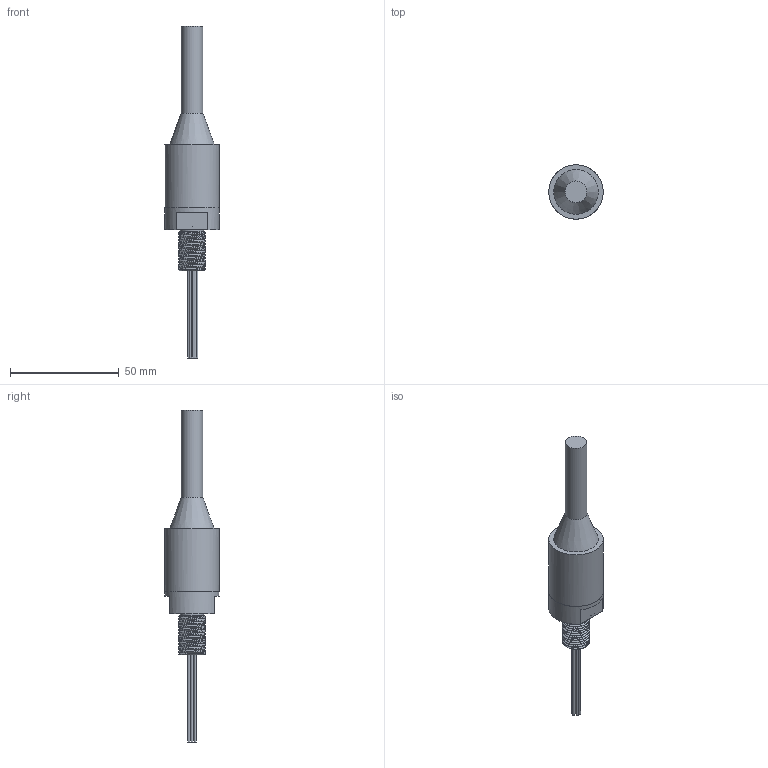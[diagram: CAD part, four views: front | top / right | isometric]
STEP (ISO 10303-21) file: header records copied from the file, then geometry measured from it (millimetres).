
FILE_DESCRIPTION(/* description */ (''),/* implementation_level */ '2;1');
FILE_NAME(/* name */ 'PNAST 1-2.stp',/* time_stamp */ '2014-11-28T11:39:05+01:00',/* author */ ('sh'),/* organization */ (''),/* preprocessor_version */ 'ST-DEVELOPER v15.2',/* originating_system */ 'Autodesk Inventor 2014',/* authorisation */ '');
FILE_SCHEMA (('AUTOMOTIVE_DESIGN { 1 0 10303 214 3 1 1 }'));
Length unit declared in the file: millimetre
Products named in the file (1): PNAST 1-2
Bounding box: 25.01 x 25.01 x 152.5 mm (x, y, z)
Volume: 26958.6 mm3; surface area: 8156.7 mm2
Topology: 1 solids, 1 shells, 41 faces, 75 edges, 50 vertices
Faces by surface type: plane 21, cylinder 15, cone 3, bspline 2
Full cylindrical faces by diameter (mm): 1 x8, 10 x1, 10.7 x1, 15.8 x1, 20.4 x1, 25 x1, 25.01 x1
Entity records: 3341 total; most frequent: CARTESIAN_POINT 2507, DIRECTION 164, ORIENTED_EDGE 112, AXIS2_PLACEMENT_3D 76, EDGE_LOOP 71, EDGE_CURVE 56, VERTEX_POINT 47, STYLED_ITEM 42
